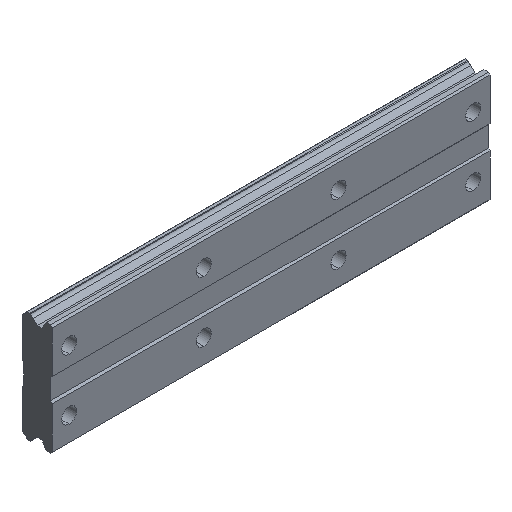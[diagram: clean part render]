
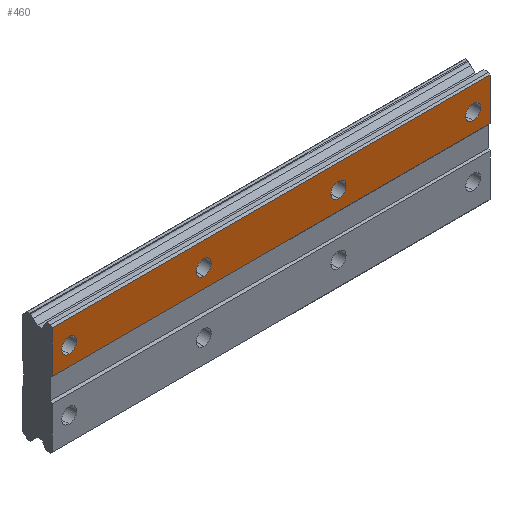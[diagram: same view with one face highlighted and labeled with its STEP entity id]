
A CAD part, isometric view. The second image highlights one B-rep face of the part: STEP entity #460.
In plain terms, the highlighted planar face has unit normal (0, -1, 0).
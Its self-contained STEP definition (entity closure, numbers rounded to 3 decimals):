
#10 = CIRCLE ( 'NONE', #1404, 2.25 ) ;
#13 = VERTEX_POINT ( 'NONE', #1204 ) ;
#34 = CIRCLE ( 'NONE', #776, 2.25 ) ;
#36 = VERTEX_POINT ( 'NONE', #1403 ) ;
#115 = DIRECTION ( 'NONE',  ( 0., 0., 1. ) ) ;
#218 = FACE_BOUND ( 'NONE', #1216, .T. ) ;
#257 = EDGE_CURVE ( 'NONE', #36, #2206, #1622, .T. ) ;
#262 = AXIS2_PLACEMENT_3D ( 'NONE', #370, #1288, #1109 ) ;
#338 = EDGE_LOOP ( 'NONE', ( #675, #2114 ) ) ;
#361 = CARTESIAN_POINT ( 'NONE',  ( 125., 0., 16. ) ) ;
#370 = CARTESIAN_POINT ( 'NONE',  ( 120., 0., 9. ) ) ;
#392 = VECTOR ( 'NONE', #585, 1000. ) ;
#402 = FACE_OUTER_BOUND ( 'NONE', #735, .T. ) ;
#421 = DIRECTION ( 'NONE',  ( 0., 0., 1. ) ) ;
#439 = CARTESIAN_POINT ( 'NONE',  ( 125., 0., 16.615 ) ) ;
#450 = EDGE_CURVE ( 'NONE', #13, #688, #558, .T. ) ;
#459 = AXIS2_PLACEMENT_3D ( 'NONE', #1933, #1329, #1725 ) ;
#460 = ADVANCED_FACE ( 'NONE', ( #402, #1138, #1876, #2201, #218 ), #956, .F. ) ;
#474 = DIRECTION ( 'NONE',  ( 0., 0., -1. ) ) ;
#507 = EDGE_CURVE ( 'NONE', #1302, #2340, #34, .T. ) ;
#531 = VECTOR ( 'NONE', #474, 1000. ) ;
#533 = EDGE_CURVE ( 'NONE', #2345, #1925, #2050, .T. ) ;
#534 = DIRECTION ( 'NONE',  ( 0., -1., 0. ) ) ;
#541 = ORIENTED_EDGE ( 'NONE', *, *, #1151, .F. ) ;
#544 = ORIENTED_EDGE ( 'NONE', *, *, #507, .F. ) ;
#558 = LINE ( 'NONE', #1506, #392 ) ;
#582 = EDGE_CURVE ( 'NONE', #2206, #36, #1192, .T. ) ;
#585 = DIRECTION ( 'NONE',  ( -1., 0., 0. ) ) ;
#587 = CARTESIAN_POINT ( 'NONE',  ( 0., 0., 6.75 ) ) ;
#588 = CARTESIAN_POINT ( 'NONE',  ( 120., 0., 6.75 ) ) ;
#607 = LINE ( 'NONE', #439, #2162 ) ;
#620 = EDGE_CURVE ( 'NONE', #1837, #688, #1394, .T. ) ;
#646 = CIRCLE ( 'NONE', #262, 2.25 ) ;
#653 = AXIS2_PLACEMENT_3D ( 'NONE', #1053, #1783, #1064 ) ;
#675 = ORIENTED_EDGE ( 'NONE', *, *, #2181, .F. ) ;
#688 = VERTEX_POINT ( 'NONE', #1669 ) ;
#700 = LINE ( 'NONE', #860, #1720 ) ;
#735 = EDGE_LOOP ( 'NONE', ( #2319, #2086, #541, #2322 ) ) ;
#776 = AXIS2_PLACEMENT_3D ( 'NONE', #1712, #822, #421 ) ;
#822 = DIRECTION ( 'NONE',  ( 0., -1., 0. ) ) ;
#849 = ORIENTED_EDGE ( 'NONE', *, *, #257, .F. ) ;
#860 = CARTESIAN_POINT ( 'NONE',  ( 125., 0., 16. ) ) ;
#906 = VERTEX_POINT ( 'NONE', #1353 ) ;
#935 = CARTESIAN_POINT ( 'NONE',  ( 80., 0., 6.75 ) ) ;
#951 = VERTEX_POINT ( 'NONE', #1365 ) ;
#956 = PLANE ( 'NONE',  #1702 ) ;
#982 = EDGE_LOOP ( 'NONE', ( #2394, #1775 ) ) ;
#1037 = CARTESIAN_POINT ( 'NONE',  ( 0., 0., 9. ) ) ;
#1053 = CARTESIAN_POINT ( 'NONE',  ( 40., 0., 9. ) ) ;
#1064 = DIRECTION ( 'NONE',  ( 0., 0., 1. ) ) ;
#1109 = DIRECTION ( 'NONE',  ( 0., 0., 1. ) ) ;
#1137 = DIRECTION ( 'NONE',  ( 0., -1., 0. ) ) ;
#1138 = FACE_BOUND ( 'NONE', #2327, .T. ) ;
#1140 = EDGE_CURVE ( 'NONE', #2340, #1302, #1218, .T. ) ;
#1149 = DIRECTION ( 'NONE',  ( 0., 0., 1. ) ) ;
#1151 = EDGE_CURVE ( 'NONE', #1837, #906, #700, .T. ) ;
#1192 = CIRCLE ( 'NONE', #459, 2.25 ) ;
#1204 = CARTESIAN_POINT ( 'NONE',  ( 125., 0., 3.5 ) ) ;
#1216 = EDGE_LOOP ( 'NONE', ( #849, #1687 ) ) ;
#1218 = CIRCLE ( 'NONE', #1956, 2.25 ) ;
#1246 = CARTESIAN_POINT ( 'NONE',  ( 40., 0., 6.75 ) ) ;
#1288 = DIRECTION ( 'NONE',  ( 0., -1., 0. ) ) ;
#1302 = VERTEX_POINT ( 'NONE', #2128 ) ;
#1329 = DIRECTION ( 'NONE',  ( 0., -1., 0. ) ) ;
#1348 = DIRECTION ( 'NONE',  ( 0., -1., 0. ) ) ;
#1353 = CARTESIAN_POINT ( 'NONE',  ( 125., 0., 16. ) ) ;
#1365 = CARTESIAN_POINT ( 'NONE',  ( 120., 0., 11.25 ) ) ;
#1394 = LINE ( 'NONE', #2131, #531 ) ;
#1403 = CARTESIAN_POINT ( 'NONE',  ( 40., 0., 11.25 ) ) ;
#1404 = AXIS2_PLACEMENT_3D ( 'NONE', #2178, #534, #2191 ) ;
#1425 = ORIENTED_EDGE ( 'NONE', *, *, #1140, .F. ) ;
#1473 = EDGE_CURVE ( 'NONE', #1984, #951, #646, .T. ) ;
#1505 = CARTESIAN_POINT ( 'NONE',  ( 80., 0., 9. ) ) ;
#1506 = CARTESIAN_POINT ( 'NONE',  ( 125., 0., 3.5 ) ) ;
#1545 = DIRECTION ( 'NONE',  ( 0., 1., 0. ) ) ;
#1574 = DIRECTION ( 'NONE',  ( 0., 0., -1. ) ) ;
#1592 = DIRECTION ( 'NONE',  ( 1., 0., 0. ) ) ;
#1599 = CARTESIAN_POINT ( 'NONE',  ( -5., 0., 16. ) ) ;
#1619 = AXIS2_PLACEMENT_3D ( 'NONE', #1505, #1137, #1149 ) ;
#1622 = CIRCLE ( 'NONE', #653, 2.25 ) ;
#1638 = EDGE_CURVE ( 'NONE', #906, #13, #607, .T. ) ;
#1669 = CARTESIAN_POINT ( 'NONE',  ( -5., 0., 3.5 ) ) ;
#1687 = ORIENTED_EDGE ( 'NONE', *, *, #582, .F. ) ;
#1697 = CARTESIAN_POINT ( 'NONE',  ( 80., 0., 11.25 ) ) ;
#1702 = AXIS2_PLACEMENT_3D ( 'NONE', #361, #1545, #2250 ) ;
#1712 = CARTESIAN_POINT ( 'NONE',  ( 0., 0., 9. ) ) ;
#1720 = VECTOR ( 'NONE', #1592, 1000. ) ;
#1725 = DIRECTION ( 'NONE',  ( 0., 0., 1. ) ) ;
#1736 = AXIS2_PLACEMENT_3D ( 'NONE', #2292, #1348, #1899 ) ;
#1772 = DIRECTION ( 'NONE',  ( 0., -1., 0. ) ) ;
#1775 = ORIENTED_EDGE ( 'NONE', *, *, #533, .F. ) ;
#1783 = DIRECTION ( 'NONE',  ( 0., -1., 0. ) ) ;
#1837 = VERTEX_POINT ( 'NONE', #1599 ) ;
#1876 = FACE_BOUND ( 'NONE', #338, .T. ) ;
#1899 = DIRECTION ( 'NONE',  ( 0., 0., 1. ) ) ;
#1925 = VERTEX_POINT ( 'NONE', #1697 ) ;
#1933 = CARTESIAN_POINT ( 'NONE',  ( 40., 0., 9. ) ) ;
#1956 = AXIS2_PLACEMENT_3D ( 'NONE', #1037, #1772, #115 ) ;
#1984 = VERTEX_POINT ( 'NONE', #588 ) ;
#2050 = CIRCLE ( 'NONE', #1736, 2.25 ) ;
#2086 = ORIENTED_EDGE ( 'NONE', *, *, #1638, .F. ) ;
#2092 = EDGE_CURVE ( 'NONE', #1925, #2345, #2116, .T. ) ;
#2114 = ORIENTED_EDGE ( 'NONE', *, *, #1473, .F. ) ;
#2116 = CIRCLE ( 'NONE', #1619, 2.25 ) ;
#2128 = CARTESIAN_POINT ( 'NONE',  ( 0., 0., 11.25 ) ) ;
#2131 = CARTESIAN_POINT ( 'NONE',  ( -5., 0., 16.615 ) ) ;
#2162 = VECTOR ( 'NONE', #1574, 1000. ) ;
#2178 = CARTESIAN_POINT ( 'NONE',  ( 120., 0., 9. ) ) ;
#2181 = EDGE_CURVE ( 'NONE', #951, #1984, #10, .T. ) ;
#2191 = DIRECTION ( 'NONE',  ( 0., 0., 1. ) ) ;
#2201 = FACE_BOUND ( 'NONE', #982, .T. ) ;
#2206 = VERTEX_POINT ( 'NONE', #1246 ) ;
#2250 = DIRECTION ( 'NONE',  ( 0., 0., 1. ) ) ;
#2292 = CARTESIAN_POINT ( 'NONE',  ( 80., 0., 9. ) ) ;
#2319 = ORIENTED_EDGE ( 'NONE', *, *, #450, .F. ) ;
#2322 = ORIENTED_EDGE ( 'NONE', *, *, #620, .T. ) ;
#2327 = EDGE_LOOP ( 'NONE', ( #544, #1425 ) ) ;
#2340 = VERTEX_POINT ( 'NONE', #587 ) ;
#2345 = VERTEX_POINT ( 'NONE', #935 ) ;
#2394 = ORIENTED_EDGE ( 'NONE', *, *, #2092, .F. ) ;
